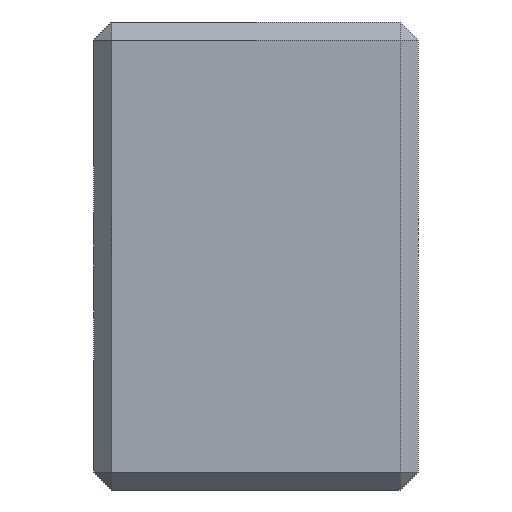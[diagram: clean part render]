
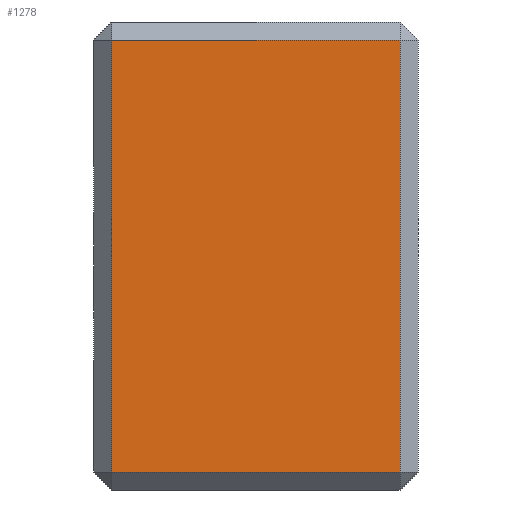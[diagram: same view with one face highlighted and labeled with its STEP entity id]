
A CAD part, left-side view. The second image highlights one B-rep face of the part: STEP entity #1278.
In plain terms, the highlighted planar face has unit normal (-1, 0, 0).
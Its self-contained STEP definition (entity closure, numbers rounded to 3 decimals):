
#689 = VERTEX_POINT('',#690);
#690 = CARTESIAN_POINT('',(-30.,17.,1.));
#698 = VERTEX_POINT('',#699);
#699 = CARTESIAN_POINT('',(-30.,1.,1.));
#705 = EDGE_CURVE('',#689,#698,#706,.T.);
#706 = LINE('',#707,#708);
#707 = CARTESIAN_POINT('',(-30.,18.,1.));
#708 = VECTOR('',#709,1.);
#709 = DIRECTION('',(0.,-1.,0.));
#933 = VERTEX_POINT('',#934);
#934 = CARTESIAN_POINT('',(-30.,17.,25.));
#942 = VERTEX_POINT('',#943);
#943 = CARTESIAN_POINT('',(-30.,1.,25.));
#949 = EDGE_CURVE('',#933,#942,#950,.T.);
#950 = LINE('',#951,#952);
#951 = CARTESIAN_POINT('',(-30.,18.,25.));
#952 = VECTOR('',#953,1.);
#953 = DIRECTION('',(0.,-1.,0.));
#1278 = ADVANCED_FACE('',(#1279),#1295,.F.);
#1279 = FACE_BOUND('',#1280,.F.);
#1280 = EDGE_LOOP('',(#1281,#1282,#1288,#1289));
#1281 = ORIENTED_EDGE('',*,*,#705,.F.);
#1282 = ORIENTED_EDGE('',*,*,#1283,.T.);
#1283 = EDGE_CURVE('',#689,#933,#1284,.T.);
#1284 = LINE('',#1285,#1286);
#1285 = CARTESIAN_POINT('',(-30.,17.,0.));
#1286 = VECTOR('',#1287,1.);
#1287 = DIRECTION('',(0.,0.,1.));
#1288 = ORIENTED_EDGE('',*,*,#949,.T.);
#1289 = ORIENTED_EDGE('',*,*,#1290,.F.);
#1290 = EDGE_CURVE('',#698,#942,#1291,.T.);
#1291 = LINE('',#1292,#1293);
#1292 = CARTESIAN_POINT('',(-30.,1.,0.));
#1293 = VECTOR('',#1294,1.);
#1294 = DIRECTION('',(0.,0.,1.));
#1295 = PLANE('',#1296);
#1296 = AXIS2_PLACEMENT_3D('',#1297,#1298,#1299);
#1297 = CARTESIAN_POINT('',(-30.,18.,0.));
#1298 = DIRECTION('',(1.,0.,0.));
#1299 = DIRECTION('',(0.,-1.,0.));
